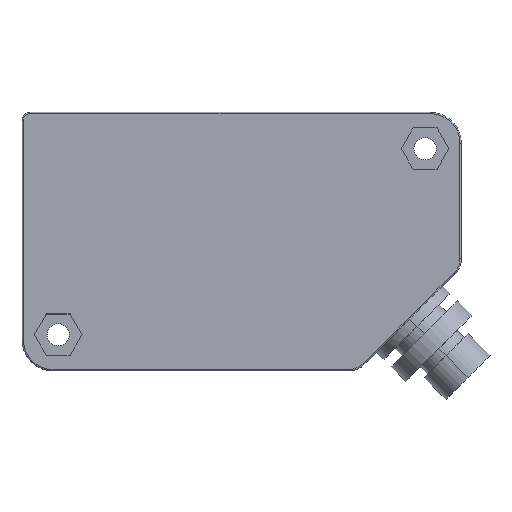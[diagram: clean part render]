
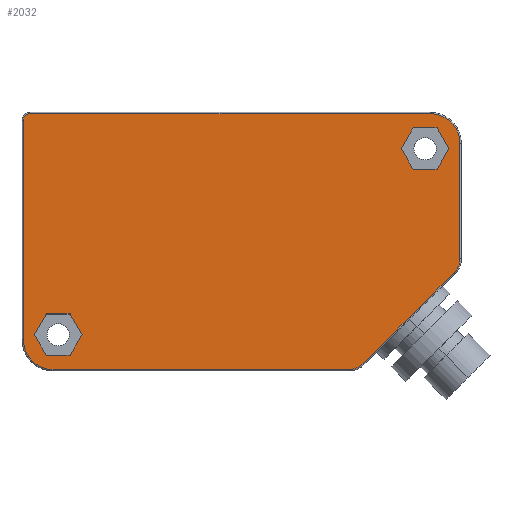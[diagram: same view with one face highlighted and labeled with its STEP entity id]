
A CAD part, top view. The second image highlights one B-rep face of the part: STEP entity #2032.
In plain terms, the highlighted planar face has unit normal (0, 0, 1).
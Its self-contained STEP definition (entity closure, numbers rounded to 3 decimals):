
#18=DIRECTION('',(-0.5,-0.866,0.));
#19=VECTOR('',#18,4.619);
#20=CARTESIAN_POINT('',(-37.809,-21.,9.75));
#21=LINE('',#20,#19);
#26=DIRECTION('',(0.5,-0.866,0.));
#27=VECTOR('',#26,4.619);
#28=CARTESIAN_POINT('',(-40.119,-25.,9.75));
#29=LINE('',#28,#27);
#33=DIRECTION('',(1.,0.,0.));
#34=VECTOR('',#33,4.619);
#35=CARTESIAN_POINT('',(-37.809,-29.,9.75));
#36=LINE('',#35,#34);
#40=DIRECTION('',(0.5,0.866,0.));
#41=VECTOR('',#40,4.619);
#42=CARTESIAN_POINT('',(-33.191,-29.,9.75));
#43=LINE('',#42,#41);
#47=DIRECTION('',(-0.5,0.866,0.));
#48=VECTOR('',#47,4.619);
#49=CARTESIAN_POINT('',(-30.881,-25.,9.75));
#50=LINE('',#49,#48);
#54=DIRECTION('',(-1.,0.,0.));
#55=VECTOR('',#54,4.619);
#56=CARTESIAN_POINT('',(-33.191,-21.,9.75));
#57=LINE('',#56,#55);
#61=DIRECTION('',(-0.5,-0.866,0.));
#62=VECTOR('',#61,4.619);
#63=CARTESIAN_POINT('',(33.191,15.,9.75));
#64=LINE('',#63,#62);
#68=DIRECTION('',(0.5,-0.866,0.));
#69=VECTOR('',#68,4.619);
#70=CARTESIAN_POINT('',(30.881,11.,9.75));
#71=LINE('',#70,#69);
#75=DIRECTION('',(1.,0.,0.));
#76=VECTOR('',#75,4.619);
#77=CARTESIAN_POINT('',(33.191,7.,9.75));
#78=LINE('',#77,#76);
#82=DIRECTION('',(0.5,0.866,0.));
#83=VECTOR('',#82,4.619);
#84=CARTESIAN_POINT('',(37.809,7.,9.75));
#85=LINE('',#84,#83);
#89=DIRECTION('',(-0.5,0.866,0.));
#90=VECTOR('',#89,4.619);
#91=CARTESIAN_POINT('',(40.119,11.,9.75));
#92=LINE('',#91,#90);
#96=DIRECTION('',(-1.,0.,0.));
#97=VECTOR('',#96,4.619);
#98=CARTESIAN_POINT('',(37.809,15.,9.75));
#99=LINE('',#98,#97);
#103=DIRECTION('',(1.,0.,0.));
#104=VECTOR('',#103,57.343);
#105=CARTESIAN_POINT('',(-36.5,-31.75,9.75));
#106=LINE('',#105,#104);
#110=CARTESIAN_POINT('',(-36.5,-26.,9.75));
#111=DIRECTION('',(0.,0.,1.));
#112=DIRECTION('',(-1.,0.,0.));
#113=AXIS2_PLACEMENT_3D('',#110,#111,#112);
#118=DIRECTION('',(0.,-1.,0.));
#119=VECTOR('',#118,42.5);
#120=CARTESIAN_POINT('',(-42.25,16.5,9.75));
#121=LINE('',#120,#119);
#125=CARTESIAN_POINT('',(-41.,16.5,9.75));
#126=DIRECTION('',(0.,0.,1.));
#127=DIRECTION('',(0.,1.,0.));
#128=AXIS2_PLACEMENT_3D('',#125,#126,#127);
#133=DIRECTION('',(-1.,0.,0.));
#134=VECTOR('',#133,77.5);
#135=CARTESIAN_POINT('',(36.5,17.75,9.75));
#136=LINE('',#135,#134);
#140=CARTESIAN_POINT('',(36.5,12.,9.75));
#141=DIRECTION('',(0.,0.,1.));
#142=DIRECTION('',(1.,0.,0.));
#143=AXIS2_PLACEMENT_3D('',#140,#141,#142);
#148=DIRECTION('',(0.,1.,0.));
#149=VECTOR('',#148,22.343);
#150=CARTESIAN_POINT('',(42.25,-10.343,9.75));
#151=LINE('',#150,#149);
#155=CARTESIAN_POINT('',(38.5,-10.343,9.75));
#156=DIRECTION('',(0.,0.,1.));
#157=DIRECTION('',(0.707,-0.707,0.));
#158=AXIS2_PLACEMENT_3D('',#155,#156,#157);
#163=DIRECTION('',(0.707,0.707,0.));
#164=VECTOR('',#163,9.527);
#165=CARTESIAN_POINT('',(34.415,-19.732,9.75));
#166=LINE('',#165,#164);
#170=DIRECTION('',(-0.707,-0.707,0.));
#171=VECTOR('',#170,5.916);
#172=CARTESIAN_POINT('',(34.415,-19.732,9.75));
#173=LINE('',#172,#171);
#177=DIRECTION('',(0.707,0.707,0.));
#178=VECTOR('',#177,9.527);
#179=CARTESIAN_POINT('',(23.495,-30.652,9.75));
#180=LINE('',#179,#178);
#184=CARTESIAN_POINT('',(20.843,-28.,9.75));
#185=DIRECTION('',(0.,0.,1.));
#186=DIRECTION('',(0.,-1.,0.));
#187=AXIS2_PLACEMENT_3D('',#184,#185,#186);
#1031=CARTESIAN_POINT('',(30.232,-23.915,9.75));
#1719=CARTESIAN_POINT('',(-37.809,-21.,9.75));
#1720=CARTESIAN_POINT('',(-40.119,-25.,9.75));
#1721=VERTEX_POINT('',#1719);
#1722=VERTEX_POINT('',#1720);
#1723=CARTESIAN_POINT('',(-37.809,-29.,9.75));
#1724=VERTEX_POINT('',#1723);
#1725=CARTESIAN_POINT('',(-33.191,-29.,9.75));
#1726=VERTEX_POINT('',#1725);
#1727=CARTESIAN_POINT('',(-30.881,-25.,9.75));
#1728=VERTEX_POINT('',#1727);
#1729=CARTESIAN_POINT('',(-33.191,-21.,9.75));
#1730=VERTEX_POINT('',#1729);
#1767=CARTESIAN_POINT('',(-36.5,-31.75,9.75));
#1768=CARTESIAN_POINT('',(20.843,-31.75,9.75));
#1769=VERTEX_POINT('',#1767);
#1770=VERTEX_POINT('',#1768);
#1771=CARTESIAN_POINT('',(-42.25,-26.,9.75));
#1772=VERTEX_POINT('',#1771);
#1775=CARTESIAN_POINT('',(-42.25,16.5,9.75));
#1776=VERTEX_POINT('',#1775);
#1779=CARTESIAN_POINT('',(-41.,17.75,9.75));
#1780=VERTEX_POINT('',#1779);
#1783=CARTESIAN_POINT('',(36.5,17.75,9.75));
#1784=VERTEX_POINT('',#1783);
#1787=CARTESIAN_POINT('',(42.25,12.,9.75));
#1788=VERTEX_POINT('',#1787);
#1791=CARTESIAN_POINT('',(42.25,-10.343,9.75));
#1792=VERTEX_POINT('',#1791);
#1795=VERTEX_POINT('',#1031);
#1813=CARTESIAN_POINT('',(23.495,-30.652,9.75));
#1814=VERTEX_POINT('',#1813);
#1817=CARTESIAN_POINT('',(34.415,-19.732,9.75));
#1818=CARTESIAN_POINT('',(41.152,-12.995,9.75));
#1819=VERTEX_POINT('',#1817);
#1820=VERTEX_POINT('',#1818);
#1845=CARTESIAN_POINT('',(33.191,15.,9.75));
#1846=CARTESIAN_POINT('',(30.881,11.,9.75));
#1847=VERTEX_POINT('',#1845);
#1848=VERTEX_POINT('',#1846);
#1849=CARTESIAN_POINT('',(33.191,7.,9.75));
#1850=VERTEX_POINT('',#1849);
#1851=CARTESIAN_POINT('',(37.809,7.,9.75));
#1852=VERTEX_POINT('',#1851);
#1853=CARTESIAN_POINT('',(40.119,11.,9.75));
#1854=VERTEX_POINT('',#1853);
#1855=CARTESIAN_POINT('',(37.809,15.,9.75));
#1856=VERTEX_POINT('',#1855);
#1973=CARTESIAN_POINT('',(0.,0.,9.75));
#1974=DIRECTION('',(0.,0.,1.));
#1975=DIRECTION('',(1.,0.,0.));
#1976=AXIS2_PLACEMENT_3D('',#1973,#1974,#1975);
#1977=PLANE('',#1976);
#1979=ORIENTED_EDGE('',*,*,#1978,.F.);
#1981=ORIENTED_EDGE('',*,*,#1980,.F.);
#1983=ORIENTED_EDGE('',*,*,#1982,.F.);
#1985=ORIENTED_EDGE('',*,*,#1984,.F.);
#1987=ORIENTED_EDGE('',*,*,#1986,.F.);
#1989=ORIENTED_EDGE('',*,*,#1988,.F.);
#1991=ORIENTED_EDGE('',*,*,#1990,.F.);
#1993=ORIENTED_EDGE('',*,*,#1992,.F.);
#1995=ORIENTED_EDGE('',*,*,#1994,.F.);
#1997=ORIENTED_EDGE('',*,*,#1996,.T.);
#1999=ORIENTED_EDGE('',*,*,#1998,.F.);
#2001=ORIENTED_EDGE('',*,*,#2000,.F.);
#2002=EDGE_LOOP('',(#1979,#1981,#1983,#1985,#1987,#1989,#1991,#1993,#1995,#1997,
#1999,#2001));
#2003=FACE_OUTER_BOUND('',#2002,.F.);
#2005=ORIENTED_EDGE('',*,*,#2004,.T.);
#2007=ORIENTED_EDGE('',*,*,#2006,.T.);
#2009=ORIENTED_EDGE('',*,*,#2008,.T.);
#2011=ORIENTED_EDGE('',*,*,#2010,.T.);
#2013=ORIENTED_EDGE('',*,*,#2012,.T.);
#2015=ORIENTED_EDGE('',*,*,#2014,.T.);
#2016=EDGE_LOOP('',(#2005,#2007,#2009,#2011,#2013,#2015));
#2017=FACE_BOUND('',#2016,.F.);
#2019=ORIENTED_EDGE('',*,*,#2018,.T.);
#2021=ORIENTED_EDGE('',*,*,#2020,.T.);
#2023=ORIENTED_EDGE('',*,*,#2022,.T.);
#2025=ORIENTED_EDGE('',*,*,#2024,.T.);
#2027=ORIENTED_EDGE('',*,*,#2026,.T.);
#2029=ORIENTED_EDGE('',*,*,#2028,.T.);
#2030=EDGE_LOOP('',(#2019,#2021,#2023,#2025,#2027,#2029));
#2031=FACE_BOUND('',#2030,.F.);
#2032=ADVANCED_FACE('',(#2003,#2017,#2031),#1977,.T.);
#114=CIRCLE('',#113,5.75);
#129=CIRCLE('',#128,1.25);
#144=CIRCLE('',#143,5.75);
#159=CIRCLE('',#158,3.75);
#188=CIRCLE('',#187,3.75);
#1978=EDGE_CURVE('',#1769,#1770,#106,.T.);
#1980=EDGE_CURVE('',#1772,#1769,#114,.T.);
#1982=EDGE_CURVE('',#1776,#1772,#121,.T.);
#1984=EDGE_CURVE('',#1780,#1776,#129,.T.);
#1986=EDGE_CURVE('',#1784,#1780,#136,.T.);
#1988=EDGE_CURVE('',#1788,#1784,#144,.T.);
#1990=EDGE_CURVE('',#1792,#1788,#151,.T.);
#1992=EDGE_CURVE('',#1820,#1792,#159,.T.);
#1994=EDGE_CURVE('',#1819,#1820,#166,.T.);
#1996=EDGE_CURVE('',#1819,#1795,#173,.T.);
#1998=EDGE_CURVE('',#1814,#1795,#180,.T.);
#2000=EDGE_CURVE('',#1770,#1814,#188,.T.);
#2004=EDGE_CURVE('',#1721,#1722,#21,.T.);
#2006=EDGE_CURVE('',#1722,#1724,#29,.T.);
#2008=EDGE_CURVE('',#1724,#1726,#36,.T.);
#2010=EDGE_CURVE('',#1726,#1728,#43,.T.);
#2012=EDGE_CURVE('',#1728,#1730,#50,.T.);
#2014=EDGE_CURVE('',#1730,#1721,#57,.T.);
#2018=EDGE_CURVE('',#1847,#1848,#64,.T.);
#2020=EDGE_CURVE('',#1848,#1850,#71,.T.);
#2022=EDGE_CURVE('',#1850,#1852,#78,.T.);
#2024=EDGE_CURVE('',#1852,#1854,#85,.T.);
#2026=EDGE_CURVE('',#1854,#1856,#92,.T.);
#2028=EDGE_CURVE('',#1856,#1847,#99,.T.);
